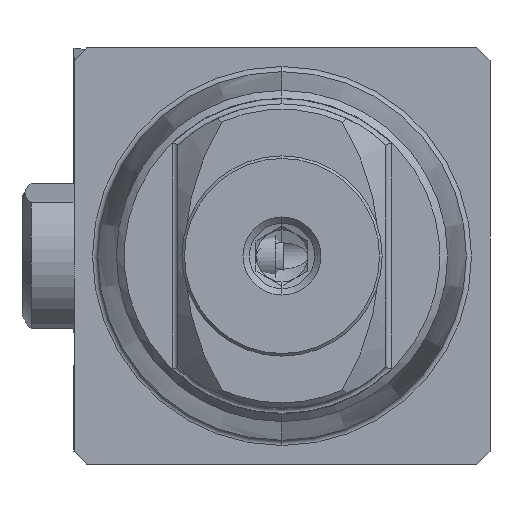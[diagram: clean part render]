
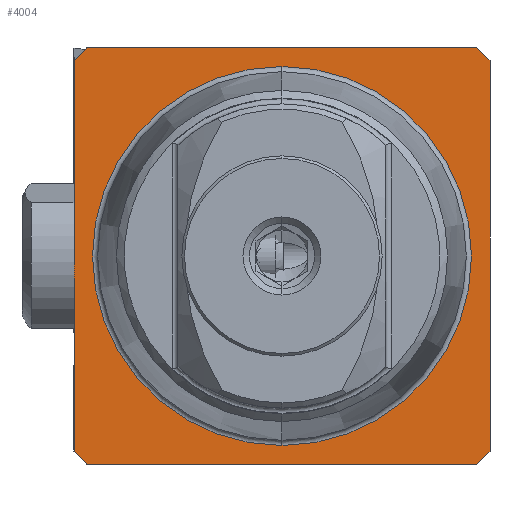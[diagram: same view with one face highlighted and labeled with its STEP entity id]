
A CAD part, left-side view. The second image highlights one B-rep face of the part: STEP entity #4004.
In plain terms, the highlighted planar face has unit normal (-1, 0, 0).
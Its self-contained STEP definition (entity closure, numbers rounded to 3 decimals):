
#9 = FACE_BOUND ( 'NONE', #6531, .T. ) ;
#121 = CARTESIAN_POINT ( 'NONE',  ( 0., 8., 0. ) ) ;
#133 = VECTOR ( 'NONE', #6474, 1000. ) ;
#263 = CARTESIAN_POINT ( 'NONE',  ( 0., 8., 7.5 ) ) ;
#268 = EDGE_CURVE ( 'NONE', #7339, #4772, #2321, .T. ) ;
#269 = CARTESIAN_POINT ( 'NONE',  ( 0., 7.5, 8. ) ) ;
#324 = CARTESIAN_POINT ( 'NONE',  ( 0., 7.5, -8. ) ) ;
#694 = CARTESIAN_POINT ( 'NONE',  ( 0., 8., 7.5 ) ) ;
#755 = VERTEX_POINT ( 'NONE', #4462 ) ;
#764 = CARTESIAN_POINT ( 'NONE',  ( 0., 7.287, 0. ) ) ;
#794 = VERTEX_POINT ( 'NONE', #891 ) ;
#891 = CARTESIAN_POINT ( 'NONE',  ( 0., -8., -7.5 ) ) ;
#982 = VECTOR ( 'NONE', #1380, 1000. ) ;
#1018 = ORIENTED_EDGE ( 'NONE', *, *, #268, .T. ) ;
#1180 = DIRECTION ( 'NONE',  ( 0., 0., 1. ) ) ;
#1367 = DIRECTION ( 'NONE',  ( 0., 1., 0. ) ) ;
#1380 = DIRECTION ( 'NONE',  ( 0., 0.707, 0.707 ) ) ;
#1387 = CARTESIAN_POINT ( 'NONE',  ( 0., -8., -7.5 ) ) ;
#1562 = VECTOR ( 'NONE', #1367, 1000. ) ;
#1869 = EDGE_CURVE ( 'NONE', #7339, #4873, #4923, .T. ) ;
#1886 = DIRECTION ( 'NONE',  ( -1., 0., 0. ) ) ;
#2187 = VECTOR ( 'NONE', #1180, 1000. ) ;
#2321 = LINE ( 'NONE', #3076, #133 ) ;
#2447 = VERTEX_POINT ( 'NONE', #3742 ) ;
#2509 = CARTESIAN_POINT ( 'NONE',  ( 0., -8., 0. ) ) ;
#2750 = VERTEX_POINT ( 'NONE', #7091 ) ;
#2906 = CARTESIAN_POINT ( 'NONE',  ( 0., 7.287, -8. ) ) ;
#3076 = CARTESIAN_POINT ( 'NONE',  ( 0., 7.5, -8. ) ) ;
#3145 = DIRECTION ( 'NONE',  ( 0., 0.707, -0.707 ) ) ;
#3327 = DIRECTION ( 'NONE',  ( 0., 0., 1. ) ) ;
#3402 = DIRECTION ( 'NONE',  ( 0., 0., 1. ) ) ;
#3487 = CARTESIAN_POINT ( 'NONE',  ( 0., -7.5, -8. ) ) ;
#3504 = LINE ( 'NONE', #2906, #7630 ) ;
#3556 = EDGE_CURVE ( 'NONE', #4772, #9144, #3504, .T. ) ;
#3564 = ORIENTED_EDGE ( 'NONE', *, *, #4775, .T. ) ;
#3638 = LINE ( 'NONE', #1387, #6491 ) ;
#3665 = AXIS2_PLACEMENT_3D ( 'NONE', #764, #7237, #5784 ) ;
#3742 = CARTESIAN_POINT ( 'NONE',  ( 0., -8., 7.5 ) ) ;
#3869 = EDGE_CURVE ( 'NONE', #755, #4908, #6338, .T. ) ;
#3957 = VECTOR ( 'NONE', #3145, 1000. ) ;
#4004 = ADVANCED_FACE ( 'NONE', ( #9, #7188 ), #5735, .F. ) ;
#4028 = EDGE_CURVE ( 'NONE', #9144, #794, #3638, .T. ) ;
#4288 = ORIENTED_EDGE ( 'NONE', *, *, #7124, .F. ) ;
#4462 = CARTESIAN_POINT ( 'NONE',  ( 0., 0., 7.287 ) ) ;
#4527 = ORIENTED_EDGE ( 'NONE', *, *, #1869, .F. ) ;
#4772 = VERTEX_POINT ( 'NONE', #324 ) ;
#4775 = EDGE_CURVE ( 'NONE', #794, #2447, #8347, .T. ) ;
#4873 = VERTEX_POINT ( 'NONE', #694 ) ;
#4908 = VERTEX_POINT ( 'NONE', #5624 ) ;
#4923 = LINE ( 'NONE', #121, #6032 ) ;
#4949 = EDGE_CURVE ( 'NONE', #2750, #5913, #6278, .T. ) ;
#4976 = AXIS2_PLACEMENT_3D ( 'NONE', #8289, #1886, #3327 ) ;
#5624 = CARTESIAN_POINT ( 'NONE',  ( 0., 0., -7.287 ) ) ;
#5730 = ORIENTED_EDGE ( 'NONE', *, *, #3556, .T. ) ;
#5735 = PLANE ( 'NONE',  #3665 ) ;
#5784 = DIRECTION ( 'NONE',  ( 0., 0., -1. ) ) ;
#5913 = VERTEX_POINT ( 'NONE', #269 ) ;
#6032 = VECTOR ( 'NONE', #7918, 1000. ) ;
#6072 = CARTESIAN_POINT ( 'NONE',  ( 0., 0., 0. ) ) ;
#6278 = LINE ( 'NONE', #6365, #1562 ) ;
#6290 = ORIENTED_EDGE ( 'NONE', *, *, #4028, .T. ) ;
#6338 = CIRCLE ( 'NONE', #6645, 7.287 ) ;
#6365 = CARTESIAN_POINT ( 'NONE',  ( 0., 7.287, 8. ) ) ;
#6368 = EDGE_CURVE ( 'NONE', #2447, #2750, #6380, .T. ) ;
#6380 = LINE ( 'NONE', #6472, #982 ) ;
#6472 = CARTESIAN_POINT ( 'NONE',  ( 0., -7.5, 8. ) ) ;
#6474 = DIRECTION ( 'NONE',  ( 0., -0.707, -0.707 ) ) ;
#6491 = VECTOR ( 'NONE', #9217, 1000. ) ;
#6531 = EDGE_LOOP ( 'NONE', ( #8155, #4288 ) ) ;
#6645 = AXIS2_PLACEMENT_3D ( 'NONE', #6072, #6858, #3402 ) ;
#6692 = LINE ( 'NONE', #263, #3957 ) ;
#6858 = DIRECTION ( 'NONE',  ( -1., 0., 0. ) ) ;
#7085 = ORIENTED_EDGE ( 'NONE', *, *, #6368, .T. ) ;
#7091 = CARTESIAN_POINT ( 'NONE',  ( 0., -7.5, 8. ) ) ;
#7113 = ORIENTED_EDGE ( 'NONE', *, *, #8550, .T. ) ;
#7124 = EDGE_CURVE ( 'NONE', #4908, #755, #7508, .T. ) ;
#7188 = FACE_OUTER_BOUND ( 'NONE', #7271, .T. ) ;
#7237 = DIRECTION ( 'NONE',  ( 1., 0., 0. ) ) ;
#7271 = EDGE_LOOP ( 'NONE', ( #3564, #7085, #8904, #7113, #4527, #1018, #5730, #6290 ) ) ;
#7339 = VERTEX_POINT ( 'NONE', #8749 ) ;
#7508 = CIRCLE ( 'NONE', #4976, 7.287 ) ;
#7630 = VECTOR ( 'NONE', #9270, 1000. ) ;
#7918 = DIRECTION ( 'NONE',  ( 0., 0., 1. ) ) ;
#8155 = ORIENTED_EDGE ( 'NONE', *, *, #3869, .F. ) ;
#8289 = CARTESIAN_POINT ( 'NONE',  ( 0., 0., 0. ) ) ;
#8347 = LINE ( 'NONE', #2509, #2187 ) ;
#8550 = EDGE_CURVE ( 'NONE', #5913, #4873, #6692, .T. ) ;
#8749 = CARTESIAN_POINT ( 'NONE',  ( 0., 8., -7.5 ) ) ;
#8904 = ORIENTED_EDGE ( 'NONE', *, *, #4949, .T. ) ;
#9144 = VERTEX_POINT ( 'NONE', #3487 ) ;
#9217 = DIRECTION ( 'NONE',  ( 0., -0.707, 0.707 ) ) ;
#9270 = DIRECTION ( 'NONE',  ( 0., -1., 0. ) ) ;
